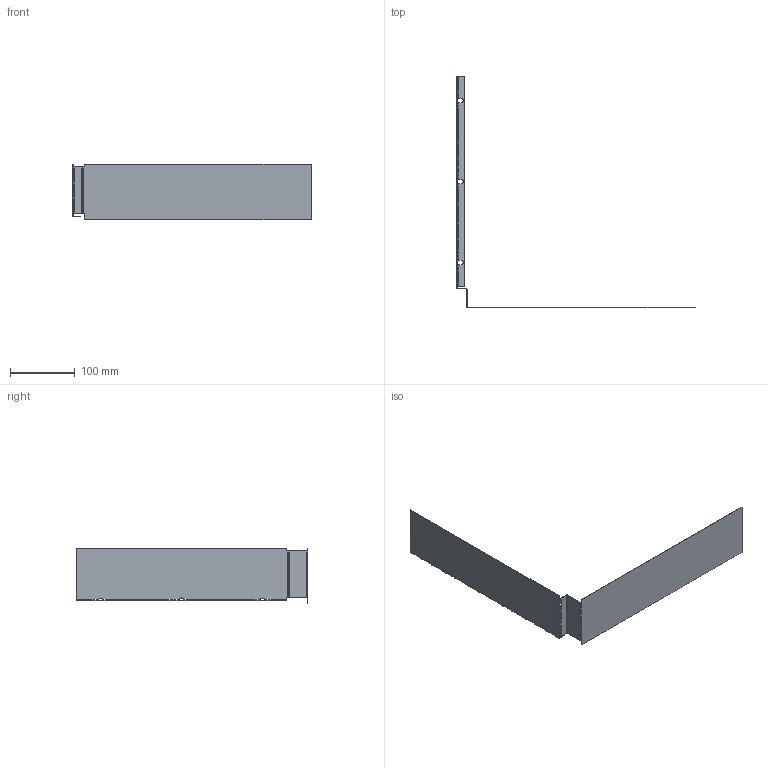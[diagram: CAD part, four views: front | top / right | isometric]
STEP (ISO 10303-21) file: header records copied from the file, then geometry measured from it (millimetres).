
FILE_DESCRIPTION(('CATIA V5R24 STEP','CAx-IF Rec.Pracs.--- Model Styling and Organization---1.2---2011-12-15'),'2;1');
FILE_NAME ('D1451707_1_1391070000_1391070000.stp','2018-07-25T05:25:13+00:00',('none'),('Weidmueller'),'CATIA Version 5-6 Release 2014 SP4 HF52','CATIA V5 STEP AP214','none');
FILE_SCHEMA(('AUTOMOTIVE_DESIGN { 1 0 10303 214 1 1 1 1 }'));
Length unit declared in the file: millimetre
Products named in the file (1): KLIPPON_COPL_404012
Bounding box: 367.99 x 357.19 x 85.5 mm (x, y, z)
Volume: 49358.7 mm3; surface area: 125499.6 mm2
Topology: 1 solids, 1 shells, 284 faces, 770 edges, 444 vertices
Faces by surface type: cylinder 146, plane 94, bspline 44
Entity records: 10942 total; most frequent: CARTESIAN_POINT 4286, ORIENTED_EDGE 1540, DIRECTION 1100, EDGE_CURVE 770, VERTEX_POINT 444, AXIS2_PLACEMENT_3D 434, VECTOR 434, LINE 434
